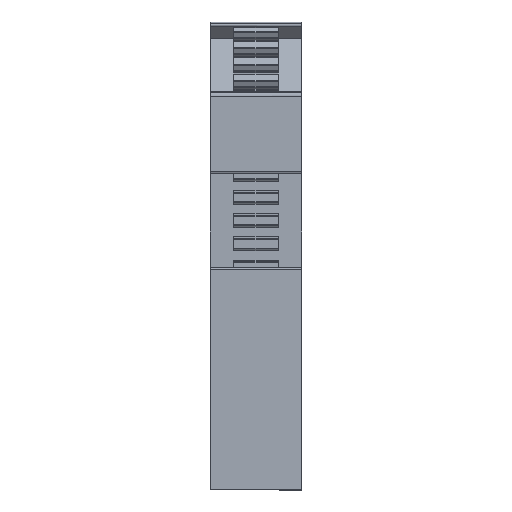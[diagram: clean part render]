
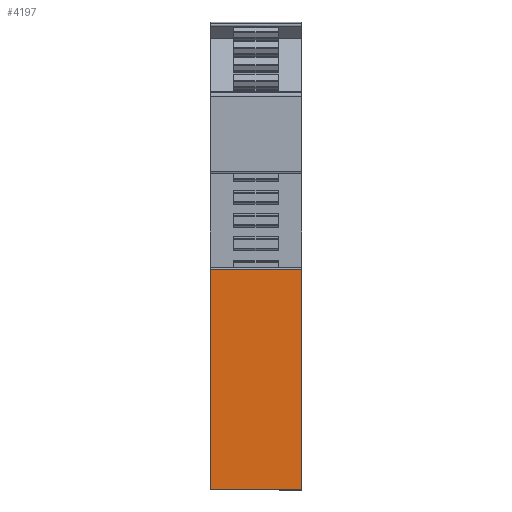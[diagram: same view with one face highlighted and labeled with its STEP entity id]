
A CAD part, front view. The second image highlights one B-rep face of the part: STEP entity #4197.
In plain terms, the highlighted planar face has unit normal (0, -1, 0).
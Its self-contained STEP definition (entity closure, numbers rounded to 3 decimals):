
#3116=AXIS2_PLACEMENT_3D('Plane Axis2P3D',#3113,#3114,#3115) ;
#547=CARTESIAN_POINT('Vertex',(0.,0.,29.5)) ;
#941=CARTESIAN_POINT('Vertex',(0.,0.,0.)) ;
#945=CARTESIAN_POINT('Control Point',(0.,0.,29.5)) ;
#946=CARTESIAN_POINT('Control Point',(0.,0.,22.125)) ;
#947=CARTESIAN_POINT('Control Point',(0.,0.,14.75)) ;
#948=CARTESIAN_POINT('Control Point',(0.,0.,7.375)) ;
#949=CARTESIAN_POINT('Control Point',(0.,0.,0.)) ;
#1405=CARTESIAN_POINT('Vertex',(12.2,0.,0.)) ;
#1792=CARTESIAN_POINT('Vertex',(12.2,0.,29.5)) ;
#1796=CARTESIAN_POINT('Control Point',(12.2,0.,0.)) ;
#1797=CARTESIAN_POINT('Control Point',(12.2,0.,7.375)) ;
#1798=CARTESIAN_POINT('Control Point',(12.2,0.,14.75)) ;
#1799=CARTESIAN_POINT('Control Point',(12.2,0.,22.125)) ;
#1800=CARTESIAN_POINT('Control Point',(12.2,0.,29.5)) ;
#2821=CARTESIAN_POINT('Line Origine',(6.1,0.,29.5)) ;
#3113=CARTESIAN_POINT('Axis2P3D Location',(12.275,0.,0.)) ;
#4179=CARTESIAN_POINT('Line Origine',(6.1,0.,0.)) ;
#2822=DIRECTION('Vector Direction',(-1.,0.,0.)) ;
#3114=DIRECTION('Axis2P3D Direction',(0.,-1.,0.)) ;
#3115=DIRECTION('Axis2P3D XDirection',(0.,0.,1.)) ;
#4180=DIRECTION('Vector Direction',(-1.,0.,0.)) ;
#2823=VECTOR('Line Direction',#2822,1.) ;
#4181=VECTOR('Line Direction',#4180,1.) ;
#4192=ORIENTED_EDGE('',*,*,#2825,.T.) ;
#4193=ORIENTED_EDGE('',*,*,#950,.F.) ;
#4194=ORIENTED_EDGE('',*,*,#4183,.F.) ;
#4195=ORIENTED_EDGE('',*,*,#1801,.F.) ;
#4197=ADVANCED_FACE('ISGH',(#4196),#3117,.T.) ;
#944=B_SPLINE_CURVE_WITH_KNOTS('',4,(#945,#946,#947,#948,#949),.UNSPECIFIED.,.F.,.U.,(5,5),(0.,29.5),.UNSPECIFIED.) ;
#1795=B_SPLINE_CURVE_WITH_KNOTS('',4,(#1796,#1797,#1798,#1799,#1800),.UNSPECIFIED.,.F.,.U.,(5,5),(0.,29.5),.UNSPECIFIED.) ;
#950=EDGE_CURVE('',#942,#548,#944,.F.) ;
#1801=EDGE_CURVE('',#1793,#1406,#1795,.F.) ;
#2825=EDGE_CURVE('',#1793,#548,#2824,.T.) ;
#4183=EDGE_CURVE('',#1406,#942,#4182,.T.) ;
#4191=EDGE_LOOP('',(#4192,#4193,#4194,#4195)) ;
#4196=FACE_OUTER_BOUND('',#4191,.T.) ;
#2824=LINE('Line',#2821,#2823) ;
#4182=LINE('Line',#4179,#4181) ;
#3117=PLANE('',#3116) ;
#548=VERTEX_POINT('',#547) ;
#942=VERTEX_POINT('',#941) ;
#1406=VERTEX_POINT('',#1405) ;
#1793=VERTEX_POINT('',#1792) ;
